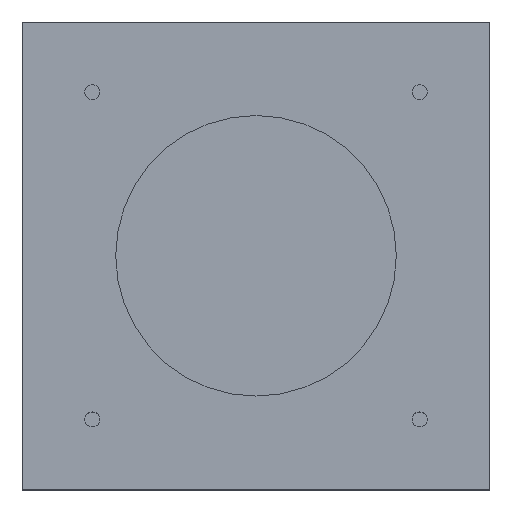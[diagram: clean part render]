
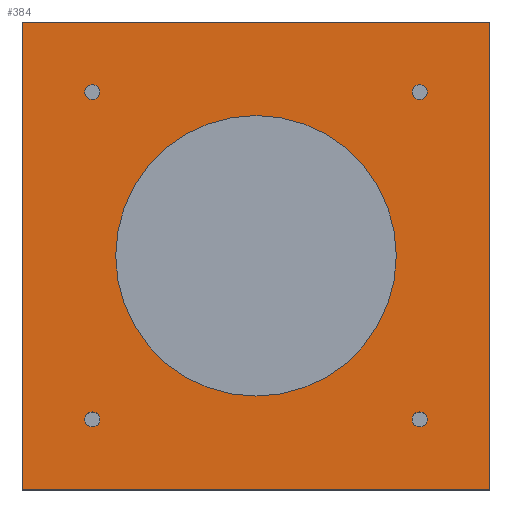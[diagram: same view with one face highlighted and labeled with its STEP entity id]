
A CAD part, top view. The second image highlights one B-rep face of the part: STEP entity #384.
In plain terms, the highlighted planar face has unit normal (0, 0, 1).
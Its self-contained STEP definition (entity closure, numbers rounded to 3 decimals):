
#3 = EDGE_CURVE ( 'NONE', #435, #14, #594, .T. ) ;
#8 = CARTESIAN_POINT ( 'NONE',  ( 425., 425., 0. ) ) ;
#11 = EDGE_CURVE ( 'NONE', #437, #312, #331, .T. ) ;
#14 = VERTEX_POINT ( 'NONE', #188 ) ;
#25 = CARTESIAN_POINT ( 'NONE',  ( 0., 0., 0. ) ) ;
#32 = CARTESIAN_POINT ( 'NONE',  ( 100., 250., 0. ) ) ;
#36 = FACE_BOUND ( 'NONE', #423, .T. ) ;
#40 = DIRECTION ( 'NONE',  ( 1., 0., 0. ) ) ;
#41 = LINE ( 'NONE', #147, #86 ) ;
#43 = CIRCLE ( 'NONE', #382, 8. ) ;
#47 = LINE ( 'NONE', #524, #575 ) ;
#49 = DIRECTION ( 'NONE',  ( 0., -1., 0. ) ) ;
#57 = EDGE_LOOP ( 'NONE', ( #269, #263 ) ) ;
#59 = EDGE_CURVE ( 'NONE', #361, #248, #41, .T. ) ;
#60 = DIRECTION ( 'NONE',  ( 1., 0., 0. ) ) ;
#61 = FACE_OUTER_BOUND ( 'NONE', #398, .T. ) ;
#69 = VECTOR ( 'NONE', #178, 1000. ) ;
#72 = DIRECTION ( 'NONE',  ( -1., 0., 0. ) ) ;
#76 = CARTESIAN_POINT ( 'NONE',  ( 417., 75., 0. ) ) ;
#85 = CARTESIAN_POINT ( 'NONE',  ( 75., 75., 0. ) ) ;
#86 = VECTOR ( 'NONE', #49, 1000. ) ;
#100 = VERTEX_POINT ( 'NONE', #283 ) ;
#104 = AXIS2_PLACEMENT_3D ( 'NONE', #600, #184, #40 ) ;
#105 = EDGE_CURVE ( 'NONE', #484, #100, #440, .T. ) ;
#108 = DIRECTION ( 'NONE',  ( 0., 0., 1. ) ) ;
#117 = LINE ( 'NONE', #589, #69 ) ;
#122 = CARTESIAN_POINT ( 'NONE',  ( 0., 500., 0. ) ) ;
#127 = DIRECTION ( 'NONE',  ( 1., 0., 0. ) ) ;
#141 = ORIENTED_EDGE ( 'NONE', *, *, #426, .T. ) ;
#144 = CARTESIAN_POINT ( 'NONE',  ( 500., 0., 0. ) ) ;
#147 = CARTESIAN_POINT ( 'NONE',  ( 0., 0., 0. ) ) ;
#156 = ORIENTED_EDGE ( 'NONE', *, *, #496, .F. ) ;
#158 = AXIS2_PLACEMENT_3D ( 'NONE', #25, #353, #72 ) ;
#160 = FACE_BOUND ( 'NONE', #207, .T. ) ;
#165 = FACE_BOUND ( 'NONE', #200, .T. ) ;
#172 = EDGE_CURVE ( 'NONE', #255, #465, #326, .T. ) ;
#178 = DIRECTION ( 'NONE',  ( 1., 0., 0. ) ) ;
#179 = VECTOR ( 'NONE', #463, 1000. ) ;
#181 = AXIS2_PLACEMENT_3D ( 'NONE', #8, #330, #464 ) ;
#183 = ORIENTED_EDGE ( 'NONE', *, *, #105, .F. ) ;
#184 = DIRECTION ( 'NONE',  ( 0., 0., 1. ) ) ;
#188 = CARTESIAN_POINT ( 'NONE',  ( 433., 75., 0. ) ) ;
#190 = EDGE_CURVE ( 'NONE', #465, #361, #47, .T. ) ;
#197 = EDGE_CURVE ( 'NONE', #276, #597, #219, .T. ) ;
#200 = EDGE_LOOP ( 'NONE', ( #272, #282 ) ) ;
#201 = DIRECTION ( 'NONE',  ( 0., 0., 1. ) ) ;
#202 = VERTEX_POINT ( 'NONE', #479 ) ;
#207 = EDGE_LOOP ( 'NONE', ( #459, #350 ) ) ;
#209 = ORIENTED_EDGE ( 'NONE', *, *, #190, .T. ) ;
#210 = CARTESIAN_POINT ( 'NONE',  ( 75., 425., 0. ) ) ;
#218 = DIRECTION ( 'NONE',  ( 1., 0., 0. ) ) ;
#219 = CIRCLE ( 'NONE', #454, 150. ) ;
#222 = CARTESIAN_POINT ( 'NONE',  ( 425., 75., 0. ) ) ;
#224 = ORIENTED_EDGE ( 'NONE', *, *, #197, .F. ) ;
#225 = DIRECTION ( 'NONE',  ( 0., 0., 1. ) ) ;
#227 = EDGE_CURVE ( 'NONE', #312, #437, #231, .T. ) ;
#231 = CIRCLE ( 'NONE', #236, 8. ) ;
#236 = AXIS2_PLACEMENT_3D ( 'NONE', #252, #201, #528 ) ;
#241 = CIRCLE ( 'NONE', #552, 8. ) ;
#248 = VERTEX_POINT ( 'NONE', #387 ) ;
#250 = CARTESIAN_POINT ( 'NONE',  ( 400., 250., 0. ) ) ;
#252 = CARTESIAN_POINT ( 'NONE',  ( 75., 75., 0. ) ) ;
#254 = ORIENTED_EDGE ( 'NONE', *, *, #59, .T. ) ;
#255 = VERTEX_POINT ( 'NONE', #525 ) ;
#262 = DIRECTION ( 'NONE',  ( 1., 0., 0. ) ) ;
#263 = ORIENTED_EDGE ( 'NONE', *, *, #3, .F. ) ;
#269 = ORIENTED_EDGE ( 'NONE', *, *, #599, .F. ) ;
#272 = ORIENTED_EDGE ( 'NONE', *, *, #227, .F. ) ;
#276 = VERTEX_POINT ( 'NONE', #250 ) ;
#277 = FACE_BOUND ( 'NONE', #517, .T. ) ;
#282 = ORIENTED_EDGE ( 'NONE', *, *, #11, .F. ) ;
#283 = CARTESIAN_POINT ( 'NONE',  ( 417., 425., 0. ) ) ;
#296 = DIRECTION ( 'NONE',  ( 0., 0., 1. ) ) ;
#303 = EDGE_CURVE ( 'NONE', #597, #276, #360, .T. ) ;
#305 = EDGE_CURVE ( 'NONE', #202, #513, #593, .T. ) ;
#312 = VERTEX_POINT ( 'NONE', #487 ) ;
#316 = DIRECTION ( 'NONE',  ( 0., 0., 1. ) ) ;
#319 = AXIS2_PLACEMENT_3D ( 'NONE', #396, #482, #262 ) ;
#326 = LINE ( 'NONE', #144, #179 ) ;
#329 = AXIS2_PLACEMENT_3D ( 'NONE', #210, #296, #441 ) ;
#330 = DIRECTION ( 'NONE',  ( 0., 0., 1. ) ) ;
#331 = CIRCLE ( 'NONE', #460, 8. ) ;
#336 = ORIENTED_EDGE ( 'NONE', *, *, #303, .F. ) ;
#350 = ORIENTED_EDGE ( 'NONE', *, *, #475, .F. ) ;
#353 = DIRECTION ( 'NONE',  ( 0., 0., -1. ) ) ;
#354 = CARTESIAN_POINT ( 'NONE',  ( 500., 500., 0. ) ) ;
#358 = CARTESIAN_POINT ( 'NONE',  ( 67., 425., 0. ) ) ;
#360 = CIRCLE ( 'NONE', #319, 150. ) ;
#361 = VERTEX_POINT ( 'NONE', #122 ) ;
#372 = FACE_BOUND ( 'NONE', #57, .T. ) ;
#382 = AXIS2_PLACEMENT_3D ( 'NONE', #222, #316, #549 ) ;
#384 = ADVANCED_FACE ( 'NONE', ( #372, #277, #160, #165, #36, #61 ), #583, .F. ) ;
#387 = CARTESIAN_POINT ( 'NONE',  ( 0., 0., 0. ) ) ;
#396 = CARTESIAN_POINT ( 'NONE',  ( 250., 250., 0. ) ) ;
#398 = EDGE_LOOP ( 'NONE', ( #254, #141, #421, #209 ) ) ;
#408 = CARTESIAN_POINT ( 'NONE',  ( 425., 425., 0. ) ) ;
#413 = CIRCLE ( 'NONE', #598, 8. ) ;
#421 = ORIENTED_EDGE ( 'NONE', *, *, #172, .T. ) ;
#423 = EDGE_LOOP ( 'NONE', ( #224, #336 ) ) ;
#426 = EDGE_CURVE ( 'NONE', #248, #255, #117, .T. ) ;
#430 = CARTESIAN_POINT ( 'NONE',  ( 75., 425., 0. ) ) ;
#435 = VERTEX_POINT ( 'NONE', #76 ) ;
#436 = CARTESIAN_POINT ( 'NONE',  ( 250., 250., 0. ) ) ;
#437 = VERTEX_POINT ( 'NONE', #448 ) ;
#440 = CIRCLE ( 'NONE', #181, 8. ) ;
#441 = DIRECTION ( 'NONE',  ( 1., 0., 0. ) ) ;
#447 = CARTESIAN_POINT ( 'NONE',  ( 433., 425., 0. ) ) ;
#448 = CARTESIAN_POINT ( 'NONE',  ( 67., 75., 0. ) ) ;
#454 = AXIS2_PLACEMENT_3D ( 'NONE', #436, #108, #60 ) ;
#459 = ORIENTED_EDGE ( 'NONE', *, *, #305, .F. ) ;
#460 = AXIS2_PLACEMENT_3D ( 'NONE', #85, #225, #568 ) ;
#463 = DIRECTION ( 'NONE',  ( 0., 1., 0. ) ) ;
#464 = DIRECTION ( 'NONE',  ( 1., 0., 0. ) ) ;
#465 = VERTEX_POINT ( 'NONE', #354 ) ;
#475 = EDGE_CURVE ( 'NONE', #513, #202, #241, .T. ) ;
#479 = CARTESIAN_POINT ( 'NONE',  ( 83., 425., 0. ) ) ;
#482 = DIRECTION ( 'NONE',  ( 0., 0., 1. ) ) ;
#484 = VERTEX_POINT ( 'NONE', #447 ) ;
#487 = CARTESIAN_POINT ( 'NONE',  ( 83., 75., 0. ) ) ;
#496 = EDGE_CURVE ( 'NONE', #100, #484, #413, .T. ) ;
#500 = DIRECTION ( 'NONE',  ( 0., 0., 1. ) ) ;
#513 = VERTEX_POINT ( 'NONE', #358 ) ;
#517 = EDGE_LOOP ( 'NONE', ( #183, #156 ) ) ;
#524 = CARTESIAN_POINT ( 'NONE',  ( 0., 500., 0. ) ) ;
#525 = CARTESIAN_POINT ( 'NONE',  ( 500., 0., 0. ) ) ;
#527 = DIRECTION ( 'NONE',  ( -1., 0., 0. ) ) ;
#528 = DIRECTION ( 'NONE',  ( 1., 0., 0. ) ) ;
#541 = DIRECTION ( 'NONE',  ( 0., 0., 1. ) ) ;
#549 = DIRECTION ( 'NONE',  ( 1., 0., 0. ) ) ;
#552 = AXIS2_PLACEMENT_3D ( 'NONE', #430, #541, #127 ) ;
#568 = DIRECTION ( 'NONE',  ( 1., 0., 0. ) ) ;
#575 = VECTOR ( 'NONE', #527, 1000. ) ;
#583 = PLANE ( 'NONE',  #158 ) ;
#589 = CARTESIAN_POINT ( 'NONE',  ( 0., 0., 0. ) ) ;
#593 = CIRCLE ( 'NONE', #329, 8. ) ;
#594 = CIRCLE ( 'NONE', #104, 8. ) ;
#597 = VERTEX_POINT ( 'NONE', #32 ) ;
#598 = AXIS2_PLACEMENT_3D ( 'NONE', #408, #500, #218 ) ;
#599 = EDGE_CURVE ( 'NONE', #14, #435, #43, .T. ) ;
#600 = CARTESIAN_POINT ( 'NONE',  ( 425., 75., 0. ) ) ;
